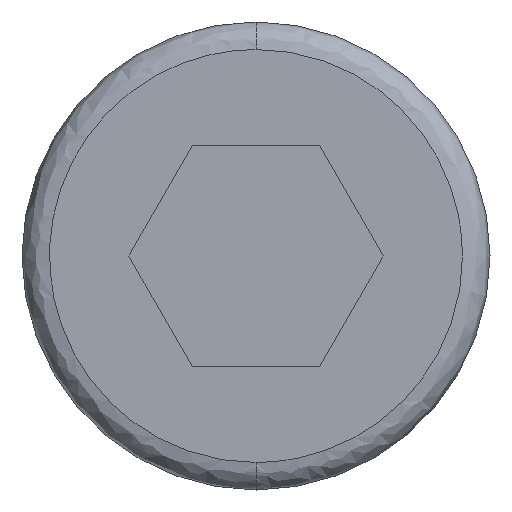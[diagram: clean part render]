
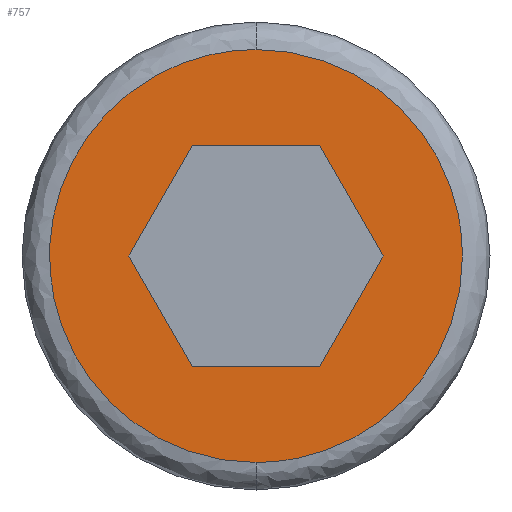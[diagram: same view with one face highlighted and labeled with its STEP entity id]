
A CAD part, front view. The second image highlights one B-rep face of the part: STEP entity #757.
In plain terms, the highlighted planar face has unit normal (0, -1, 0).
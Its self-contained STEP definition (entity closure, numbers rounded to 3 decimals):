
#6 = EDGE_CURVE ( 'NONE', #256, #143, #135, .T. ) ;
#15 = LINE ( 'NONE', #204, #92 ) ;
#29 = CARTESIAN_POINT ( 'NONE',  ( 2.197, -5., -3.75 ) ) ;
#33 = CARTESIAN_POINT ( 'NONE',  ( 0., -5., -3.75 ) ) ;
#41 = CARTESIAN_POINT ( 'NONE',  ( -2.197, -5., -3.75 ) ) ;
#49 = EDGE_LOOP ( 'NONE', ( #247, #225, #469, #71, #712, #703 ) ) ;
#71 = ORIENTED_EDGE ( 'NONE', *, *, #463, .T. ) ;
#79 = CARTESIAN_POINT ( 'NONE',  ( 0., -5., 3.75 ) ) ;
#88 = DIRECTION ( 'NONE',  ( -1., 0., 0. ) ) ;
#92 = VECTOR ( 'NONE', #622, 1000. ) ;
#94 = VERTEX_POINT ( 'NONE', #109 ) ;
#101 = CARTESIAN_POINT ( 'NONE',  ( -2.197, -5., 3.75 ) ) ;
#109 = CARTESIAN_POINT ( 'NONE',  ( -1.155, -5., 2. ) ) ;
#110 = VECTOR ( 'NONE', #685, 1000. ) ;
#133 = VECTOR ( 'NONE', #598, 1000. ) ;
#135 =( BOUNDED_CURVE ( )  B_SPLINE_CURVE ( 3, ( #633, #750, #29, #689 ),
 .UNSPECIFIED., .F., .T. ) 
 B_SPLINE_CURVE_WITH_KNOTS ( ( 4, 4 ),
 ( 0., 0.333 ),
 .UNSPECIFIED. ) 
 CURVE ( )  GEOMETRIC_REPRESENTATION_ITEM ( )  RATIONAL_B_SPLINE_CURVE ( ( 1., 0.805, 0.805, 1. ) ) 
 REPRESENTATION_ITEM ( '' )  );
#137 = CARTESIAN_POINT ( 'NONE',  ( -2.309, -5., 0. ) ) ;
#141 = CARTESIAN_POINT ( 'NONE',  ( -1.155, -5., -2. ) ) ;
#143 = VERTEX_POINT ( 'NONE', #541 ) ;
#172 = CARTESIAN_POINT ( 'NONE',  ( 0., -5., 2. ) ) ;
#189 = VECTOR ( 'NONE', #88, 1000. ) ;
#201 = VERTEX_POINT ( 'NONE', #299 ) ;
#204 = CARTESIAN_POINT ( 'NONE',  ( 2.309, -5., 0. ) ) ;
#205 =( BOUNDED_CURVE ( )  B_SPLINE_CURVE ( 3, ( #488, #610, #717, #416 ),
 .UNSPECIFIED., .F., .T. ) 
 B_SPLINE_CURVE_WITH_KNOTS ( ( 4, 4 ),
 ( 0., 1. ),
 .UNSPECIFIED. ) 
 CURVE ( )  GEOMETRIC_REPRESENTATION_ITEM ( )  RATIONAL_B_SPLINE_CURVE ( ( 1., 0.805, 0.805, 1. ) ) 
 REPRESENTATION_ITEM ( '' )  );
#206 = EDGE_CURVE ( 'NONE', #94, #366, #518, .T. ) ;
#213 = VECTOR ( 'NONE', #708, 1000. ) ;
#225 = ORIENTED_EDGE ( 'NONE', *, *, #497, .T. ) ;
#246 = PLANE ( 'NONE',  #742 ) ;
#247 = ORIENTED_EDGE ( 'NONE', *, *, #635, .T. ) ;
#248 = VERTEX_POINT ( 'NONE', #79 ) ;
#250 = CARTESIAN_POINT ( 'NONE',  ( 1.155, -5., 2. ) ) ;
#256 = VERTEX_POINT ( 'NONE', #498 ) ;
#299 = CARTESIAN_POINT ( 'NONE',  ( 2.309, -5., 0. ) ) ;
#313 = LINE ( 'NONE', #137, #110 ) ;
#333 = CARTESIAN_POINT ( 'NONE',  ( -3.75, -5., 0. ) ) ;
#366 = VERTEX_POINT ( 'NONE', #250 ) ;
#381 = ORIENTED_EDGE ( 'NONE', *, *, #6, .F. ) ;
#385 = CARTESIAN_POINT ( 'NONE',  ( 0., -5., -2. ) ) ;
#387 = CARTESIAN_POINT ( 'NONE',  ( 0., -5., 3.75 ) ) ;
#416 = CARTESIAN_POINT ( 'NONE',  ( 3.75, -5., 0. ) ) ;
#420 = FACE_BOUND ( 'NONE', #49, .T. ) ;
#425 = EDGE_CURVE ( 'NONE', #746, #651, #479, .T. ) ;
#427 = DIRECTION ( 'NONE',  ( 0., -1., 0. ) ) ;
#440 =( BOUNDED_CURVE ( )  B_SPLINE_CURVE ( 3, ( #33, #41, #511, #333, #459, #101, #387 ),
 .UNSPECIFIED., .F., .F. ) 
 B_SPLINE_CURVE_WITH_KNOTS ( ( 4, 3, 4 ),
 ( 0.333, 0.667, 1. ),
 .UNSPECIFIED. ) 
 CURVE ( )  GEOMETRIC_REPRESENTATION_ITEM ( )  RATIONAL_B_SPLINE_CURVE ( ( 1., 0.805, 0.805, 1., 0.805, 0.805, 1. ) ) 
 REPRESENTATION_ITEM ( '' )  );
#447 = EDGE_LOOP ( 'NONE', ( #638, #570, #381 ) ) ;
#459 = CARTESIAN_POINT ( 'NONE',  ( -3.75, -5., 2.197 ) ) ;
#463 = EDGE_CURVE ( 'NONE', #651, #687, #618, .T. ) ;
#469 = ORIENTED_EDGE ( 'NONE', *, *, #425, .T. ) ;
#470 = EDGE_CURVE ( 'NONE', #687, #94, #313, .T. ) ;
#471 = CARTESIAN_POINT ( 'NONE',  ( -2.309, -5., 0. ) ) ;
#479 = LINE ( 'NONE', #385, #189 ) ;
#484 = CARTESIAN_POINT ( 'NONE',  ( 0., -5., 0. ) ) ;
#488 = CARTESIAN_POINT ( 'NONE',  ( 0., -5., 3.75 ) ) ;
#497 = EDGE_CURVE ( 'NONE', #201, #746, #15, .T. ) ;
#498 = CARTESIAN_POINT ( 'NONE',  ( 3.75, -5., 0. ) ) ;
#511 = CARTESIAN_POINT ( 'NONE',  ( -3.75, -5., -2.197 ) ) ;
#518 = LINE ( 'NONE', #172, #133 ) ;
#535 = EDGE_CURVE ( 'NONE', #143, #248, #440, .T. ) ;
#541 = CARTESIAN_POINT ( 'NONE',  ( 0., -5., -3.75 ) ) ;
#551 = CARTESIAN_POINT ( 'NONE',  ( 1.155, -5., -2. ) ) ;
#564 = DIRECTION ( 'NONE',  ( -0.5, 0., 0.866 ) ) ;
#570 = ORIENTED_EDGE ( 'NONE', *, *, #535, .F. ) ;
#578 = VECTOR ( 'NONE', #564, 1000. ) ;
#596 = CARTESIAN_POINT ( 'NONE',  ( -1.155, -5., -2. ) ) ;
#598 = DIRECTION ( 'NONE',  ( 1., 0., 0. ) ) ;
#602 = FACE_OUTER_BOUND ( 'NONE', #447, .T. ) ;
#610 = CARTESIAN_POINT ( 'NONE',  ( 2.197, -5., 3.75 ) ) ;
#618 = LINE ( 'NONE', #141, #578 ) ;
#622 = DIRECTION ( 'NONE',  ( -0.5, 0., -0.866 ) ) ;
#633 = CARTESIAN_POINT ( 'NONE',  ( 3.75, -5., 0. ) ) ;
#635 = EDGE_CURVE ( 'NONE', #366, #201, #737, .T. ) ;
#638 = ORIENTED_EDGE ( 'NONE', *, *, #731, .F. ) ;
#651 = VERTEX_POINT ( 'NONE', #596 ) ;
#685 = DIRECTION ( 'NONE',  ( 0.5, 0., 0.866 ) ) ;
#687 = VERTEX_POINT ( 'NONE', #471 ) ;
#689 = CARTESIAN_POINT ( 'NONE',  ( 0., -5., -3.75 ) ) ;
#703 = ORIENTED_EDGE ( 'NONE', *, *, #206, .T. ) ;
#704 = CARTESIAN_POINT ( 'NONE',  ( 1.155, -5., 2. ) ) ;
#708 = DIRECTION ( 'NONE',  ( 0.5, 0., -0.866 ) ) ;
#712 = ORIENTED_EDGE ( 'NONE', *, *, #470, .T. ) ;
#717 = CARTESIAN_POINT ( 'NONE',  ( 3.75, -5., 2.197 ) ) ;
#724 = DIRECTION ( 'NONE',  ( 0., 0., -1. ) ) ;
#731 = EDGE_CURVE ( 'NONE', #248, #256, #205, .T. ) ;
#737 = LINE ( 'NONE', #704, #213 ) ;
#742 = AXIS2_PLACEMENT_3D ( 'NONE', #484, #427, #724 ) ;
#746 = VERTEX_POINT ( 'NONE', #551 ) ;
#750 = CARTESIAN_POINT ( 'NONE',  ( 3.75, -5., -2.197 ) ) ;
#757 = ADVANCED_FACE ( 'NONE', ( #420, #602 ), #246, .T. ) ;
